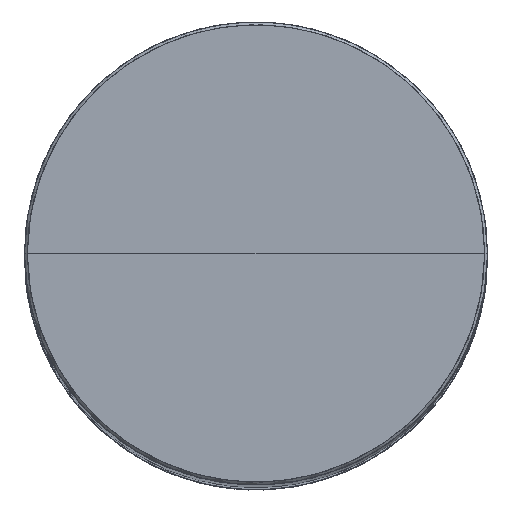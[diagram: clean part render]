
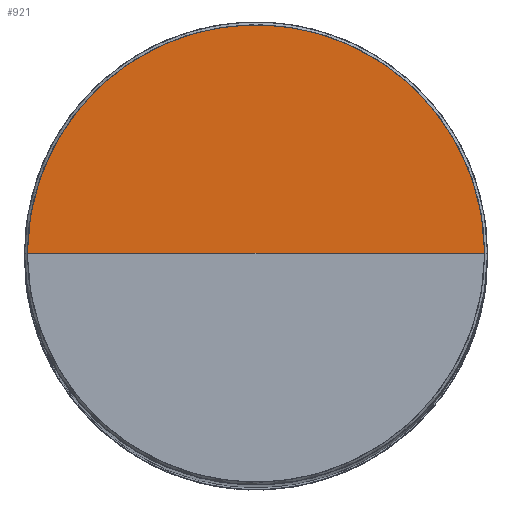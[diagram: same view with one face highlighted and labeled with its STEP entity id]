
A CAD part, top view. The second image highlights one B-rep face of the part: STEP entity #921.
In plain terms, the highlighted free-form (B-spline) face has degree [1, 2] with [2, 5] control points.
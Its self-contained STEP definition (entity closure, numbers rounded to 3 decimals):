
#484=CARTESIAN_POINT('',(-7.9,0.,95.3));
#488=CARTESIAN_POINT('',(7.9,0.,95.3));
#489=CARTESIAN_POINT('',(0.,0.,95.3));
#499=CARTESIAN_POINT('',(7.9,7.9,95.3));
#500=CARTESIAN_POINT('',(0.,7.9,95.3));
#501=CARTESIAN_POINT('',(-7.9,7.9,95.3));
#906=(
BOUNDED_SURFACE()
B_SPLINE_SURFACE(1,2,(
(#488,#499,#500,#501,#484),
(#489,#489,#489,#489,#489)
), .UNSPECIFIED.,.F.,.F.,.F.)
B_SPLINE_SURFACE_WITH_KNOTS((2,2),(3,2,3),(
0.,1.),(
0.,0.5,1.), .UNSPECIFIED.)
GEOMETRIC_REPRESENTATION_ITEM()
RATIONAL_B_SPLINE_SURFACE(((1.,0.707,1.,0.707,1.),
(1.,0.707,1.,0.707,1.)
))
REPRESENTATION_ITEM('')
SURFACE()
);
#907=(
BOUNDED_CURVE()
B_SPLINE_CURVE(2,(#484,#501,#500,#499,#488),.UNSPECIFIED.,.F.,.F.)
B_SPLINE_CURVE_WITH_KNOTS((3,2,3),
(0.,0.5,1.),.UNSPECIFIED.)
CURVE()
GEOMETRIC_REPRESENTATION_ITEM()
RATIONAL_B_SPLINE_CURVE((1.,0.707,1.,0.707,1.))
REPRESENTATION_ITEM('')
);
#908=(
BOUNDED_CURVE()
B_SPLINE_CURVE(1,(#488,#489),.UNSPECIFIED.,.F.,.F.)
B_SPLINE_CURVE_WITH_KNOTS((2,2),
(0.,1.),.UNSPECIFIED.)
CURVE()
GEOMETRIC_REPRESENTATION_ITEM()
RATIONAL_B_SPLINE_CURVE((1.,1.))
REPRESENTATION_ITEM('')
);
#909=(
BOUNDED_CURVE()
B_SPLINE_CURVE(1,(#489,#484),.UNSPECIFIED.,.F.,.F.)
B_SPLINE_CURVE_WITH_KNOTS((2,2),
(0.,1.),.UNSPECIFIED.)
CURVE()
GEOMETRIC_REPRESENTATION_ITEM()
RATIONAL_B_SPLINE_CURVE((1.,1.))
REPRESENTATION_ITEM('')
);
#910=VERTEX_POINT('',#484);
#911=VERTEX_POINT('',#488);
#912=VERTEX_POINT('',#489);
#913=EDGE_CURVE('',#910,#911,#907,.T.);
#914=EDGE_CURVE('',#911,#912,#908,.T.);
#915=EDGE_CURVE('',#912,#910,#909,.T.);
#916=ORIENTED_EDGE('',*,*,#913,.T.);
#917=ORIENTED_EDGE('',*,*,#914,.T.);
#918=ORIENTED_EDGE('',*,*,#915,.T.);
#919=EDGE_LOOP('',(#916,#917,#918));
#920=FACE_OUTER_BOUND('',#919,.T.);
#921=ADVANCED_FACE('',(#920),#906,.T.);
